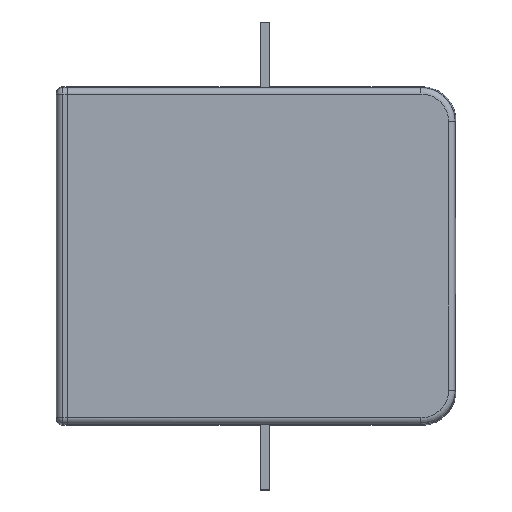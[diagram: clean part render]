
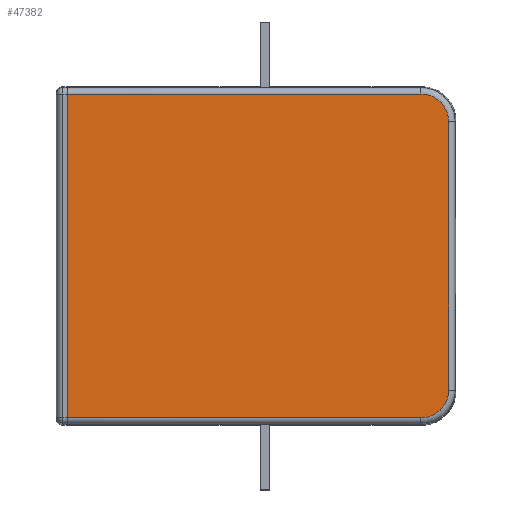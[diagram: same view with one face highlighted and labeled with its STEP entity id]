
A CAD part, top view. The second image highlights one B-rep face of the part: STEP entity #47382.
In plain terms, the highlighted face is planar.
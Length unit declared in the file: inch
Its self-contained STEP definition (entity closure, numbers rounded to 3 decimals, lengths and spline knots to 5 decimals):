
#323 = CARTESIAN_POINT ( 'NONE',  ( 0., 1.57396, -1.86636 ) ) ;
#583 = ORIENTED_EDGE ( 'NONE', *, *, #52413, .T. ) ;
#1581 = EDGE_CURVE ( 'NONE', #79839, #62501, #7427, .T. ) ;
#2484 = CARTESIAN_POINT ( 'NONE',  ( 0., -1.46223, 1.83896 ) ) ;
#2547 = VECTOR ( 'NONE', #37810, 39.37008 ) ;
#2670 = ORIENTED_EDGE ( 'NONE', *, *, #63926, .T. ) ;
#7427 =( BOUNDED_CURVE ( )  B_SPLINE_CURVE ( 3, ( #73379, #2484, #45722, #10503 ),
 .UNSPECIFIED., .F., .F. ) 
 B_SPLINE_CURVE_WITH_KNOTS ( ( 4, 4 ),
 ( 2.3568, 3.92638 ),
 .UNSPECIFIED. ) 
 CURVE ( )  GEOMETRIC_REPRESENTATION_ITEM ( )  RATIONAL_B_SPLINE_CURVE ( ( 1., 0.805, 0.805, 1. ) ) 
 REPRESENTATION_ITEM ( '' )  );
#7516 = CARTESIAN_POINT ( 'NONE',  ( 0., 1.30413, 1.83896 ) ) ;
#10503 = CARTESIAN_POINT ( 'NONE',  ( 0., -1.57396, 1.56913 ) ) ;
#10879 = ORIENTED_EDGE ( 'NONE', *, *, #60963, .T. ) ;
#10972 = FACE_OUTER_BOUND ( 'NONE', #68432, .T. ) ;
#14386 = CARTESIAN_POINT ( 'NONE',  ( 0., -1.57396, -1.86636 ) ) ;
#14503 = CARTESIAN_POINT ( 'NONE',  ( 0., 1.645, 1.83896 ) ) ;
#19557 = CARTESIAN_POINT ( 'NONE',  ( 0., 1.30413, 1.83896 ) ) ;
#20594 = DIRECTION ( 'NONE',  ( 0., 0., 1. ) ) ;
#21593 = DIRECTION ( 'NONE',  ( 0., 1., 0. ) ) ;
#21870 = VECTOR ( 'NONE', #51674, 39.37008 ) ;
#26557 = CARTESIAN_POINT ( 'NONE',  ( 0., -1.57396, 1.56913 ) ) ;
#30352 = VERTEX_POINT ( 'NONE', #14386 ) ;
#32467 = VECTOR ( 'NONE', #21593, 39.37008 ) ;
#35061 = CARTESIAN_POINT ( 'NONE',  ( 0., -1.30413, 1.83896 ) ) ;
#35393 = EDGE_CURVE ( 'NONE', #86411, #30352, #78094, .T. ) ;
#36947 = CARTESIAN_POINT ( 'NONE',  ( 0., 1.57396, 1.91 ) ) ;
#37810 = DIRECTION ( 'NONE',  ( 0., 0., -1. ) ) ;
#40600 = CARTESIAN_POINT ( 'NONE',  ( 0., 1.645, 1.91 ) ) ;
#41745 = VECTOR ( 'NONE', #20594, 39.37008 ) ;
#45492 = ORIENTED_EDGE ( 'NONE', *, *, #35393, .T. ) ;
#45722 = CARTESIAN_POINT ( 'NONE',  ( 0., -1.57396, 1.72723 ) ) ;
#47382 = ADVANCED_FACE ( 'NONE', ( #10972 ), #54432, .F. ) ;
#50089 = CARTESIAN_POINT ( 'NONE',  ( 0., 1.57396, 1.72723 ) ) ;
#51234 = LINE ( 'NONE', #14503, #32467 ) ;
#51674 = DIRECTION ( 'NONE',  ( 0., -1., 0. ) ) ;
#52413 = EDGE_CURVE ( 'NONE', #30352, #62501, #56041, .T. ) ;
#54432 = PLANE ( 'NONE',  #61389 ) ;
#54787 = VERTEX_POINT ( 'NONE', #78633 ) ;
#55603 = ORIENTED_EDGE ( 'NONE', *, *, #78103, .F. ) ;
#56041 = LINE ( 'NONE', #69580, #41745 ) ;
#60963 = EDGE_CURVE ( 'NONE', #79839, #73327, #51234, .T. ) ;
#61389 = AXIS2_PLACEMENT_3D ( 'NONE', #40600, #61768, #89756 ) ;
#61768 = DIRECTION ( 'NONE',  ( 1., 0., 0. ) ) ;
#62501 = VERTEX_POINT ( 'NONE', #26557 ) ;
#63895 = CARTESIAN_POINT ( 'NONE',  ( 0., 1.57396, 1.56913 ) ) ;
#63926 = EDGE_CURVE ( 'NONE', #54787, #86411, #89627, .T. ) ;
#64820 = CARTESIAN_POINT ( 'NONE',  ( 0., 1.46223, 1.83896 ) ) ;
#67011 = ORIENTED_EDGE ( 'NONE', *, *, #1581, .F. ) ;
#68432 = EDGE_LOOP ( 'NONE', ( #2670, #45492, #583, #67011, #10879, #55603 ) ) ;
#69313 =( BOUNDED_CURVE ( )  B_SPLINE_CURVE ( 3, ( #63895, #50089, #64820, #7516 ),
 .UNSPECIFIED., .F., .F. ) 
 B_SPLINE_CURVE_WITH_KNOTS ( ( 4, 4 ),
 ( 2.3568, 3.92638 ),
 .UNSPECIFIED. ) 
 CURVE ( )  GEOMETRIC_REPRESENTATION_ITEM ( )  RATIONAL_B_SPLINE_CURVE ( ( 1., 0.805, 0.805, 1. ) ) 
 REPRESENTATION_ITEM ( '' )  );
#69580 = CARTESIAN_POINT ( 'NONE',  ( 0., -1.57396, 1.91 ) ) ;
#73327 = VERTEX_POINT ( 'NONE', #19557 ) ;
#73379 = CARTESIAN_POINT ( 'NONE',  ( 0., -1.30413, 1.83896 ) ) ;
#78094 = LINE ( 'NONE', #80485, #21870 ) ;
#78103 = EDGE_CURVE ( 'NONE', #54787, #73327, #69313, .T. ) ;
#78633 = CARTESIAN_POINT ( 'NONE',  ( 0., 1.57396, 1.56913 ) ) ;
#79839 = VERTEX_POINT ( 'NONE', #35061 ) ;
#80485 = CARTESIAN_POINT ( 'NONE',  ( 0., 1.645, -1.86636 ) ) ;
#86411 = VERTEX_POINT ( 'NONE', #323 ) ;
#89627 = LINE ( 'NONE', #36947, #2547 ) ;
#89756 = DIRECTION ( 'NONE',  ( 0., 0., -1. ) ) ;
